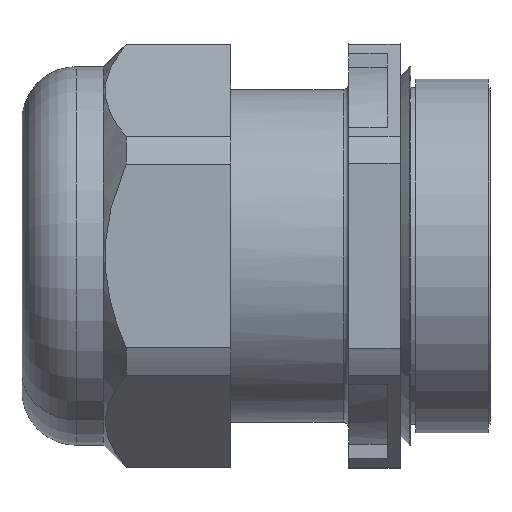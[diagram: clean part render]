
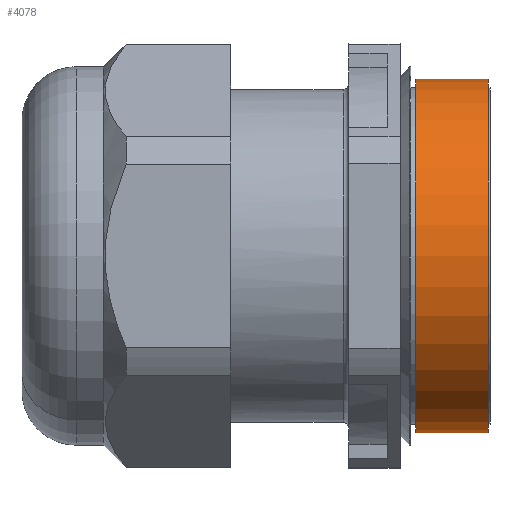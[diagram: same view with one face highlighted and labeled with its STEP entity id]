
A CAD part, left-side view. The second image highlights one B-rep face of the part: STEP entity #4078.
In plain terms, the highlighted cylindrical face has radius 25 mm (diameter 50 mm), a partial arc.
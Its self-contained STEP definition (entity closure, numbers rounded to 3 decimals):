
#154 = AXIS2_PLACEMENT_3D ( 'NONE', #10342, #3637, #11488 ) ;
#507 = VECTOR ( 'NONE', #902, 1000. ) ;
#527 = VERTEX_POINT ( 'NONE', #12740 ) ;
#758 = VERTEX_POINT ( 'NONE', #3047 ) ;
#902 = DIRECTION ( 'NONE',  ( 0., -1., 0. ) ) ;
#1005 = CARTESIAN_POINT ( 'NONE',  ( 0., -11.25, 25. ) ) ;
#2091 = FACE_OUTER_BOUND ( 'NONE', #10316, .T. ) ;
#3047 = CARTESIAN_POINT ( 'NONE',  ( 0., -11.25, -25. ) ) ;
#3138 = CARTESIAN_POINT ( 'NONE',  ( 0., 32.85, -25. ) ) ;
#3456 = LINE ( 'NONE', #3138, #507 ) ;
#3637 = DIRECTION ( 'NONE',  ( 0., -1., 0. ) ) ;
#4025 = CYLINDRICAL_SURFACE ( 'NONE', #13907, 25. ) ;
#4049 = DIRECTION ( 'NONE',  ( 0., -1., 0. ) ) ;
#4078 = ADVANCED_FACE ( 'NONE', ( #2091 ), #4025, .T. ) ;
#4444 = ORIENTED_EDGE ( 'NONE', *, *, #12842, .F. ) ;
#6058 = AXIS2_PLACEMENT_3D ( 'NONE', #10757, #4049, #11894 ) ;
#6658 = ORIENTED_EDGE ( 'NONE', *, *, #13674, .T. ) ;
#6927 = CIRCLE ( 'NONE', #154, 25. ) ;
#7239 = VERTEX_POINT ( 'NONE', #1005 ) ;
#7594 = DIRECTION ( 'NONE',  ( 0., -1., 0. ) ) ;
#8073 = DIRECTION ( 'NONE',  ( 0., -1., 0. ) ) ;
#8672 = ORIENTED_EDGE ( 'NONE', *, *, #12062, .T. ) ;
#8710 = CARTESIAN_POINT ( 'NONE',  ( 0., 32.85, 0. ) ) ;
#8723 = VERTEX_POINT ( 'NONE', #10237 ) ;
#9559 = LINE ( 'NONE', #10362, #12543 ) ;
#10237 = CARTESIAN_POINT ( 'NONE',  ( 0., -21.5, 25. ) ) ;
#10316 = EDGE_LOOP ( 'NONE', ( #10750, #6658, #8672, #4444 ) ) ;
#10342 = CARTESIAN_POINT ( 'NONE',  ( 0., -21.5, 0. ) ) ;
#10362 = CARTESIAN_POINT ( 'NONE',  ( 0., 32.85, 25. ) ) ;
#10750 = ORIENTED_EDGE ( 'NONE', *, *, #12321, .F. ) ;
#10757 = CARTESIAN_POINT ( 'NONE',  ( 0., -11.25, 0. ) ) ;
#10962 = DIRECTION ( 'NONE',  ( 0., 0., -1. ) ) ;
#11488 = DIRECTION ( 'NONE',  ( 0., 0., -1. ) ) ;
#11894 = DIRECTION ( 'NONE',  ( 0., 0., -1. ) ) ;
#12062 = EDGE_CURVE ( 'NONE', #758, #527, #3456, .T. ) ;
#12197 = CIRCLE ( 'NONE', #6058, 25. ) ;
#12321 = EDGE_CURVE ( 'NONE', #7239, #8723, #9559, .T. ) ;
#12543 = VECTOR ( 'NONE', #8073, 1000. ) ;
#12740 = CARTESIAN_POINT ( 'NONE',  ( 0., -21.5, -25. ) ) ;
#12842 = EDGE_CURVE ( 'NONE', #8723, #527, #6927, .T. ) ;
#13674 = EDGE_CURVE ( 'NONE', #7239, #758, #12197, .T. ) ;
#13907 = AXIS2_PLACEMENT_3D ( 'NONE', #8710, #7594, #10962 ) ;
